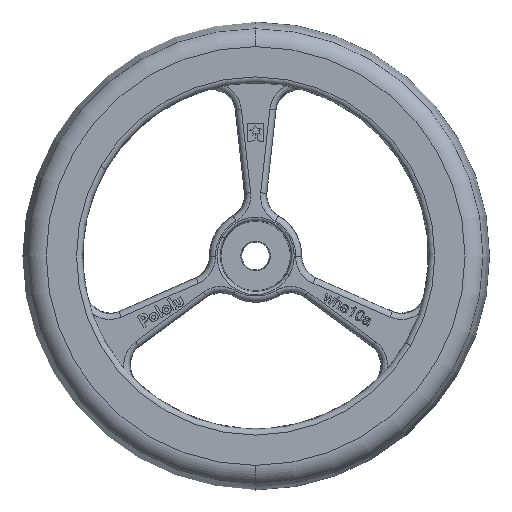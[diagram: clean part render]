
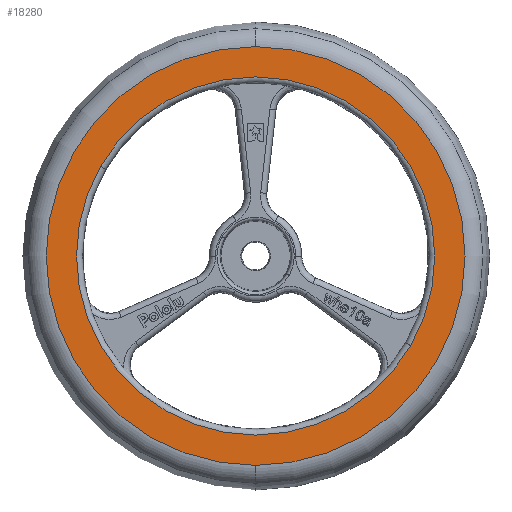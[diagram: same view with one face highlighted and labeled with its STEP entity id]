
A CAD part, front view. The second image highlights one B-rep face of the part: STEP entity #18280.
In plain terms, the highlighted planar face has unit normal (0, -1, 0).
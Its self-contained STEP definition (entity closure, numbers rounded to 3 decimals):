
#213 = DIRECTION ( 'NONE',  ( 0., 1., 0. ) ) ;
#777 = VERTEX_POINT ( 'NONE', #6503 ) ;
#832 = AXIS2_PLACEMENT_3D ( 'NONE', #3521, #19547, #11395 ) ;
#1698 = CIRCLE ( 'NONE', #3818, 18.12 ) ;
#3351 = DIRECTION ( 'NONE',  ( 0., 0., 1. ) ) ;
#3409 = DIRECTION ( 'NONE',  ( -0.866, 0., 0.5 ) ) ;
#3425 = CARTESIAN_POINT ( 'NONE',  ( 0., -2.325, 0. ) ) ;
#3521 = CARTESIAN_POINT ( 'NONE',  ( 0., -2.325, 0. ) ) ;
#3818 = AXIS2_PLACEMENT_3D ( 'NONE', #3425, #11635, #3351 ) ;
#3837 = CIRCLE ( 'NONE', #11514, 15.499 ) ;
#4931 = FACE_BOUND ( 'NONE', #7113, .T. ) ;
#5951 = FACE_OUTER_BOUND ( 'NONE', #18886, .T. ) ;
#6503 = CARTESIAN_POINT ( 'NONE',  ( 0., -2.325, 18.12 ) ) ;
#6554 = DIRECTION ( 'NONE',  ( -0.866, 0., 0.5 ) ) ;
#7093 = ORIENTED_EDGE ( 'NONE', *, *, #9488, .F. ) ;
#7113 = EDGE_LOOP ( 'NONE', ( #17300, #10573 ) ) ;
#7154 = DIRECTION ( 'NONE',  ( 0., 1., 0. ) ) ;
#7300 = CARTESIAN_POINT ( 'NONE',  ( 0., -2.325, 0. ) ) ;
#8197 = PLANE ( 'NONE',  #14154 ) ;
#9488 = EDGE_CURVE ( 'NONE', #777, #10374, #1698, .T. ) ;
#10374 = VERTEX_POINT ( 'NONE', #18133 ) ;
#10573 = ORIENTED_EDGE ( 'NONE', *, *, #13368, .T. ) ;
#11210 = DIRECTION ( 'NONE',  ( 0., 1., 0. ) ) ;
#11395 = DIRECTION ( 'NONE',  ( 0., 0., 1. ) ) ;
#11514 = AXIS2_PLACEMENT_3D ( 'NONE', #7300, #7154, #12124 ) ;
#11635 = DIRECTION ( 'NONE',  ( 0., 1., 0. ) ) ;
#12124 = DIRECTION ( 'NONE',  ( -0.866, 0., 0.5 ) ) ;
#12287 = AXIS2_PLACEMENT_3D ( 'NONE', #14911, #213, #3409 ) ;
#13368 = EDGE_CURVE ( 'NONE', #17656, #17874, #18785, .T. ) ;
#14154 = AXIS2_PLACEMENT_3D ( 'NONE', #14535, #11210, #6554 ) ;
#14535 = CARTESIAN_POINT ( 'NONE',  ( 0., -2.325, 0. ) ) ;
#14911 = CARTESIAN_POINT ( 'NONE',  ( 0., -2.325, 0. ) ) ;
#15379 = CARTESIAN_POINT ( 'NONE',  ( -13.422, -2.325, 7.749 ) ) ;
#15558 = EDGE_CURVE ( 'NONE', #17874, #17656, #3837, .T. ) ;
#16298 = ORIENTED_EDGE ( 'NONE', *, *, #17268, .F. ) ;
#16763 = CIRCLE ( 'NONE', #832, 18.12 ) ;
#16965 = CARTESIAN_POINT ( 'NONE',  ( 13.422, -2.325, -7.749 ) ) ;
#17268 = EDGE_CURVE ( 'NONE', #10374, #777, #16763, .T. ) ;
#17300 = ORIENTED_EDGE ( 'NONE', *, *, #15558, .T. ) ;
#17656 = VERTEX_POINT ( 'NONE', #16965 ) ;
#17874 = VERTEX_POINT ( 'NONE', #15379 ) ;
#18133 = CARTESIAN_POINT ( 'NONE',  ( 0., -2.325, -18.12 ) ) ;
#18280 = ADVANCED_FACE ( 'NONE', ( #5951, #4931 ), #8197, .F. ) ;
#18785 = CIRCLE ( 'NONE', #12287, 15.499 ) ;
#18886 = EDGE_LOOP ( 'NONE', ( #7093, #16298 ) ) ;
#19547 = DIRECTION ( 'NONE',  ( 0., 1., 0. ) ) ;
